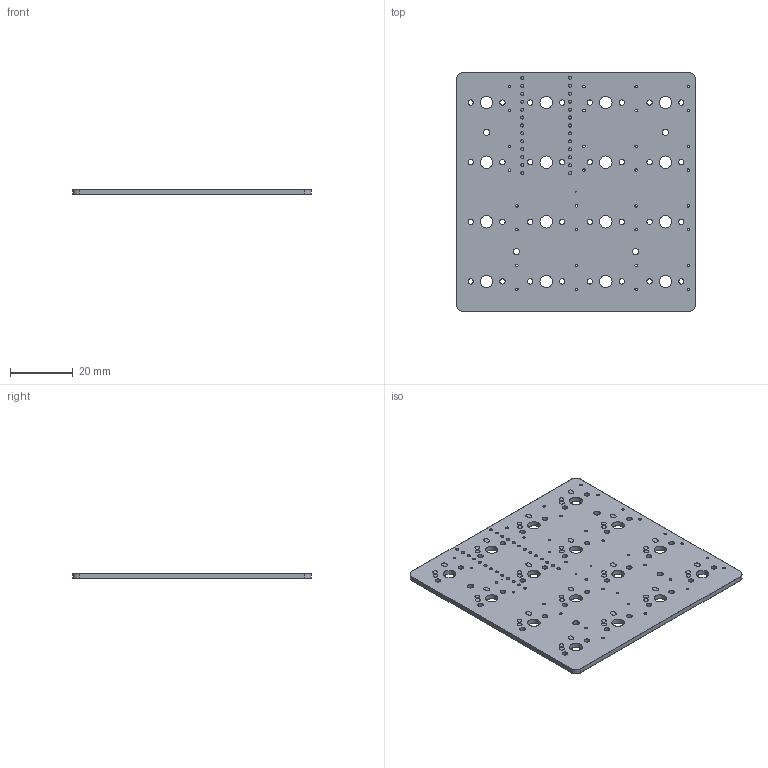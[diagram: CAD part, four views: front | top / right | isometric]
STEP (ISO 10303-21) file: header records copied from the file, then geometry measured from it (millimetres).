
FILE_DESCRIPTION(('KiCad electronic assembly'),'2;1');
FILE_NAME('4x4_macro.step','2025-04-12T14:36:58',('Pcbnew'),('Kicad'), 'Open CASCADE STEP processor 7.8','KiCad to STEP converter','Unknown' );
FILE_SCHEMA(('AUTOMOTIVE_DESIGN { 1 0 10303 214 1 1 1 1 }'));
Length unit declared in the file: millimetre
Products named in the file (4): 4x4_macro 1; 4x4_macro_silkscreen; 4x4_macro_soldermask; 4x4_macro_PCB
Assembly tree (3 placements, depth 2):
  4x4_macro 1
    4x4_macro_silkscreen
    4x4_macro_soldermask
    4x4_macro_PCB
Bounding box: 76.2 x 76.2 x 1.64 mm (x, y, z)
Volume: 8122.9 mm3; surface area: 23350.9 mm2
Topology: 1 solids, 34 shells, 239 faces, 1635 edges, 1431 vertices
Faces by surface type: cylinder 200, plane 39
Full cylindrical faces by diameter (mm): 0.02 x2, 0.4 x4, 0.8 x32, 1 x26, 1.524 x32, 1.702 x32, 2 x4, 3.988 x16
Entity records: 17680 total; most frequent: CARTESIAN_POINT 3309, DIRECTION 2961, ORIENTED_EDGE 2247, EDGE_CURVE 1635, VERTEX_POINT 1431, AXIS2_PLACEMENT_3D 1083, CIRCLE 840, FACE_BOUND 837
